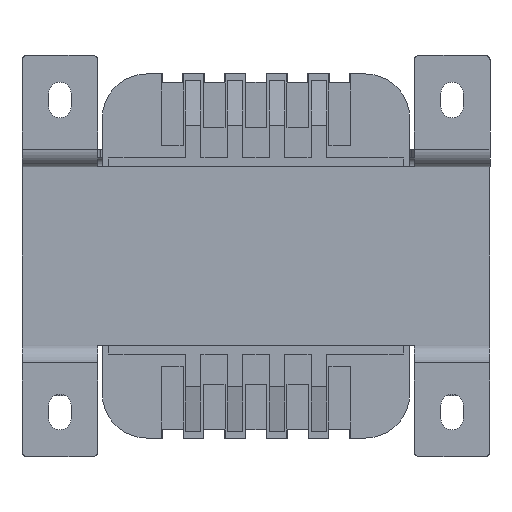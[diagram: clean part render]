
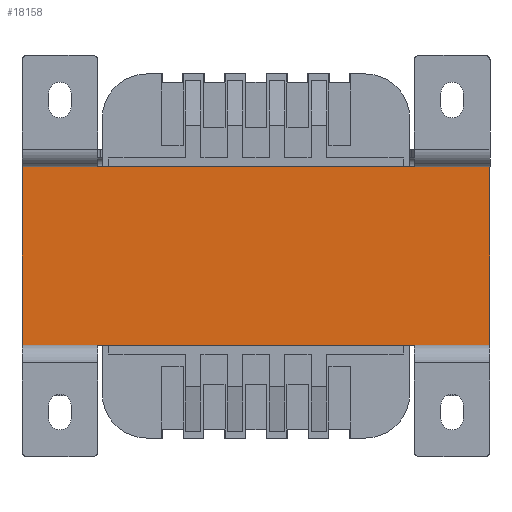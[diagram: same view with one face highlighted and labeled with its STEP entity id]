
A CAD part, front view. The second image highlights one B-rep face of the part: STEP entity #18158.
In plain terms, the highlighted planar face has unit normal (0, -1, 0).
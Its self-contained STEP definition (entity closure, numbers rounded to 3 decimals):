
#1338 = VECTOR ( 'NONE', #5564, 1000. ) ;
#1347 = VECTOR ( 'NONE', #19849, 1000. ) ;
#1406 = EDGE_CURVE ( 'NONE', #9014, #13953, #22441, .T. ) ;
#2092 = CARTESIAN_POINT ( 'NONE',  ( 105., 0., 40. ) ) ;
#2439 = VERTEX_POINT ( 'NONE', #2092 ) ;
#2538 = CARTESIAN_POINT ( 'NONE',  ( 0., 0., 0. ) ) ;
#2966 = EDGE_LOOP ( 'NONE', ( #28129, #6733, #13313, #26541 ) ) ;
#4027 = CARTESIAN_POINT ( 'NONE',  ( 105., 0., 0. ) ) ;
#4137 = EDGE_CURVE ( 'NONE', #2439, #13953, #22997, .T. ) ;
#5337 = CARTESIAN_POINT ( 'NONE',  ( 0., 0., 40. ) ) ;
#5564 = DIRECTION ( 'NONE',  ( 0., 0., -1. ) ) ;
#6733 = ORIENTED_EDGE ( 'NONE', *, *, #4137, .F. ) ;
#7293 = AXIS2_PLACEMENT_3D ( 'NONE', #18409, #18126, #9669 ) ;
#9014 = VERTEX_POINT ( 'NONE', #15308 ) ;
#9669 = DIRECTION ( 'NONE',  ( 0., 0., 1. ) ) ;
#10232 = VERTEX_POINT ( 'NONE', #5337 ) ;
#11593 = CARTESIAN_POINT ( 'NONE',  ( 105., 0., 40. ) ) ;
#12810 = LINE ( 'NONE', #14768, #26731 ) ;
#13313 = ORIENTED_EDGE ( 'NONE', *, *, #19394, .F. ) ;
#13953 = VERTEX_POINT ( 'NONE', #4027 ) ;
#14392 = DIRECTION ( 'NONE',  ( 1., 0., 0. ) ) ;
#14768 = CARTESIAN_POINT ( 'NONE',  ( 0., 0., 40. ) ) ;
#15308 = CARTESIAN_POINT ( 'NONE',  ( 0., 0., 0. ) ) ;
#16886 = VECTOR ( 'NONE', #20506, 1000. ) ;
#18126 = DIRECTION ( 'NONE',  ( 0., 1., 0. ) ) ;
#18158 = ADVANCED_FACE ( 'NONE', ( #27143 ), #22495, .F. ) ;
#18409 = CARTESIAN_POINT ( 'NONE',  ( 0., 0., 40. ) ) ;
#19394 = EDGE_CURVE ( 'NONE', #10232, #2439, #12810, .T. ) ;
#19849 = DIRECTION ( 'NONE',  ( 1., 0., 0. ) ) ;
#20506 = DIRECTION ( 'NONE',  ( 0., 0., -1. ) ) ;
#22441 = LINE ( 'NONE', #2538, #1347 ) ;
#22495 = PLANE ( 'NONE',  #7293 ) ;
#22997 = LINE ( 'NONE', #11593, #16886 ) ;
#23111 = LINE ( 'NONE', #25335, #1338 ) ;
#25335 = CARTESIAN_POINT ( 'NONE',  ( 0., 0., 40. ) ) ;
#26541 = ORIENTED_EDGE ( 'NONE', *, *, #27908, .T. ) ;
#26731 = VECTOR ( 'NONE', #14392, 1000. ) ;
#27143 = FACE_OUTER_BOUND ( 'NONE', #2966, .T. ) ;
#27908 = EDGE_CURVE ( 'NONE', #10232, #9014, #23111, .T. ) ;
#28129 = ORIENTED_EDGE ( 'NONE', *, *, #1406, .T. ) ;
